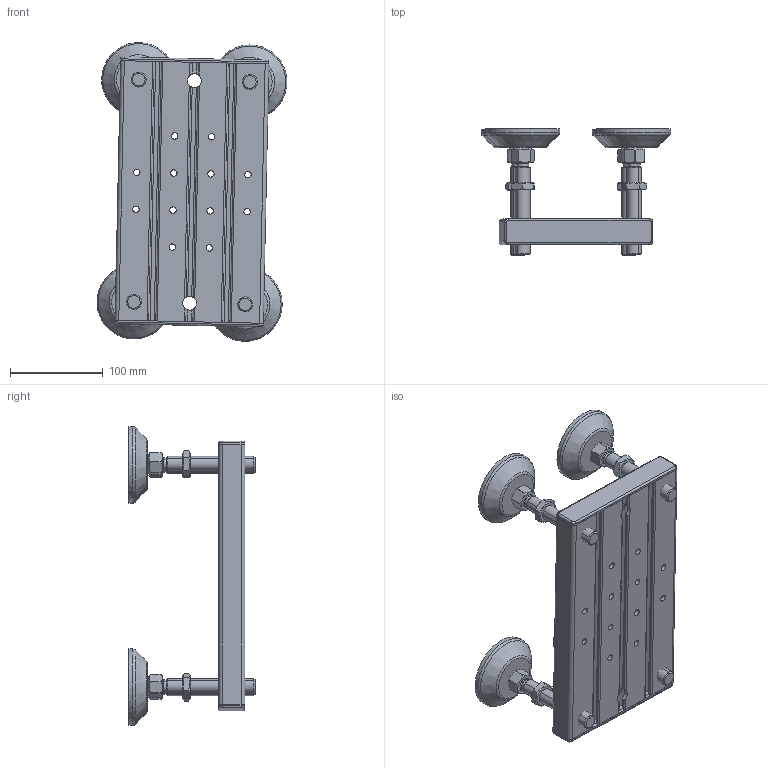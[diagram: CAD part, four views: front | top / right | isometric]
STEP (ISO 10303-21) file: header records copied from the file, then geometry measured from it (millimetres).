
FILE_DESCRIPTION(/* description */ ('KriTec Stellfuss 8 280'),/* implementation_level */ '2;1');
FILE_NAME(/* name */ '11232_KriTec_Stellfuss_8_280.stp',/* time_stamp */ '2019-12-06T16:27:42+01:00',/* author */ ('Steiner'),/* organization */ (''),/* preprocessor_version */ 'ST-DEVELOPER v17',/* originating_system */ 'Autodesk Inventor 2018',/* authorisation */ '');
FILE_SCHEMA (('AUTOMOTIVE_DESIGN { 1 0 10303 214 3 1 1 }'));
Length unit declared in the file: millimetre
Products named in the file (8): 11232; 11231; 11231a; 11128; 10330; Fussteller Zn 80 trapez verschraubt; ISO 4035 - M16 -; Gewindestange fester Stellfuß Zn-80 verschraubt M16x100
Assembly tree (11 placements, depth 3):
  11232
    11231
      11231a
      11128  x2
    10330  x4
      Fussteller Zn 80 trapez verschraubt
      ISO 4035 - M16 -
      Gewindestange fester Stellfuß Zn-80 verschraubt M16x100
Bounding box: 205.02 x 136.3 x 322.47 mm (x, y, z)
Volume: 1281225 mm3; surface area: 340025.7 mm2
Topology: 15 solids, 15 shells, 591 faces, 1671 edges, 1116 vertices
Faces by surface type: cylinder 267, plane 198, cone 94, torus 16, bspline 8, sphere 8
Full cylindrical faces by diameter (mm): 6.8 x39, 7 x12, 8.5 x4, 13.835 x8, 15 x2, 22 x4, 30 x4, 72 x4, 80 x4
Entity records: 15396 total; most frequent: CARTESIAN_POINT 5266, ORIENTED_EDGE 2162, DIRECTION 1983, EDGE_CURVE 1081, AXIS2_PLACEMENT_3D 756, VERTEX_POINT 733, LINE 471, VECTOR 471
